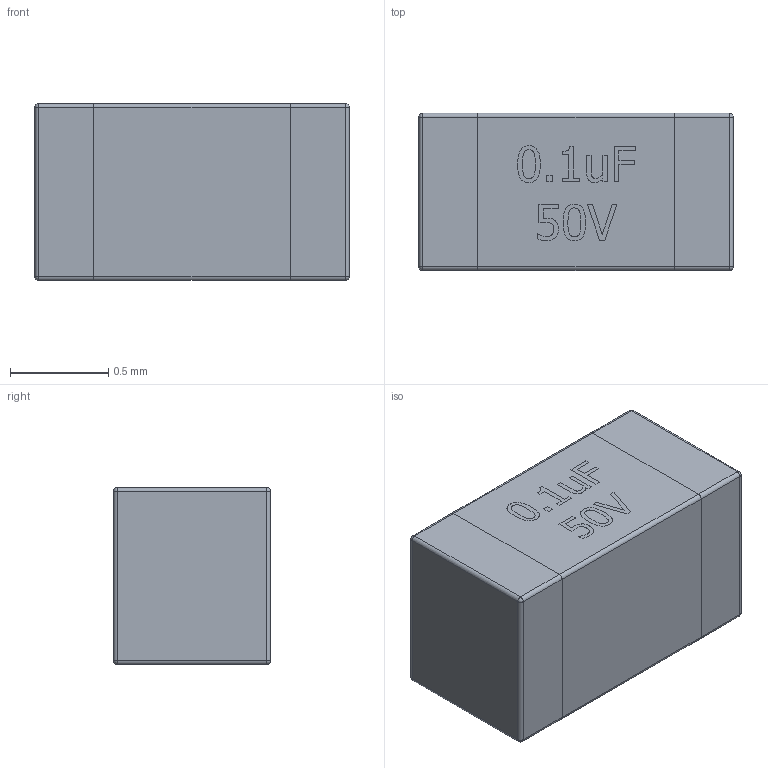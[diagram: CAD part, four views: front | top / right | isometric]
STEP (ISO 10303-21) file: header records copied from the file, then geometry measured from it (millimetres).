
FILE_DESCRIPTION(/* description */ (''),/* implementation_level */ '2;1');
FILE_NAME(/* name */ 'Samsung CL10B104KB8NNNC - 0603 Ceramic cap.stp',/* time_stamp */ '2019-02-27T19:30:14-04:00',/* author */ ('Ricardo'),/* organization */ (''),/* preprocessor_version */ 'ST-DEVELOPER v16.5',/* originating_system */ 'Autodesk Inventor 2017',/* authorisation */ '');
FILE_SCHEMA (('AUTOMOTIVE_DESIGN { 1 0 10303 214 3 1 1 }'));
Length unit declared in the file: millimetre
Products named in the file (4): Samsung CL10B104KB8NNNC - 0603 Ceramic cap; body; terminals; value
Assembly tree (3 placements, depth 2):
  Samsung CL10B104KB8NNNC - 0603 Ceramic cap
    body
    terminals
    value
Bounding box: 1.6 x 0.8 x 0.9 mm (x, y, z)
Volume: 1.2 mm3; surface area: 11.2 mm2
Topology: 4 solids, 4 shells, 152 faces, 378 edges, 244 vertices
Faces by surface type: plane 80, bspline 44, cylinder 20, sphere 8
Entity records: 4817 total; most frequent: CARTESIAN_POINT 1341, ORIENTED_EDGE 756, DIRECTION 568, EDGE_CURVE 378, LINE 250, VECTOR 250, VERTEX_POINT 244, EDGE_LOOP 162
